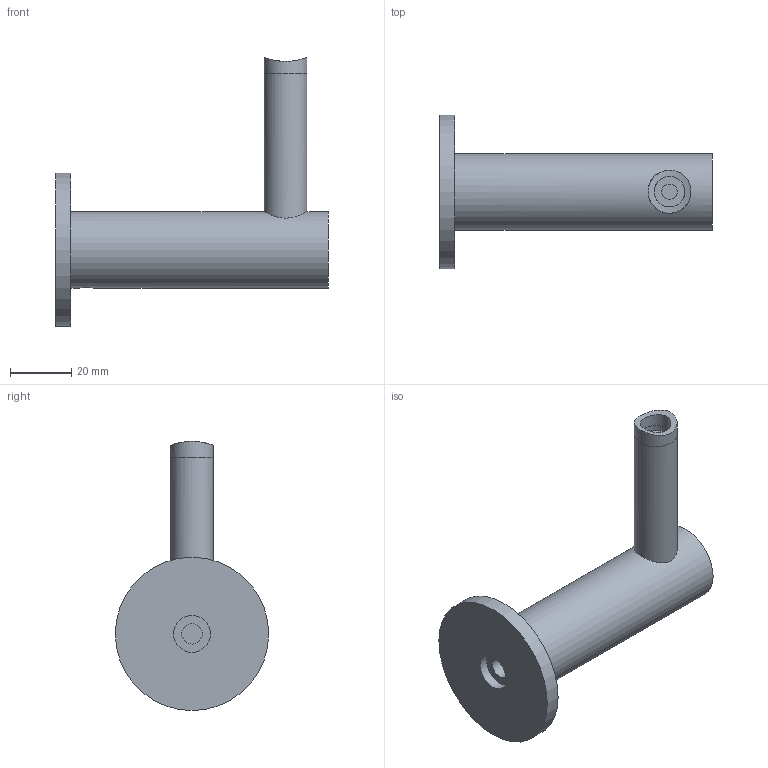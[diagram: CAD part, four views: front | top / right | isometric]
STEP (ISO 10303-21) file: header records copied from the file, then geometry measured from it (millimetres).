
FILE_DESCRIPTION(/* description */ (''),/* implementation_level */ '2;1');
FILE_NAME(/* name */ '1884_Cosch_Edelstahltechnik.stp',/* time_stamp */ '2019-01-10T21:59:13+01:00',/* author */ (''),/* organization */ (''),/* preprocessor_version */ 'ST-DEVELOPER v16',/* originating_system */ 'SIEMENS PLM Software NX 11.0',/* authorisation */ '');
FILE_SCHEMA (('AUTOMOTIVE_DESIGN { 1 0 10303 214 3 1 1 1 }'));
Length unit declared in the file: millimetre
Products named in the file (1): Goge168414734gxn
Bounding box: 89 x 50 x 87.77 mm (x, y, z)
Volume: 57111.1 mm3; surface area: 14534.9 mm2
Topology: 2 solids, 2 shells, 28 faces, 59 edges, 50 vertices
Faces by surface type: plane 17, cylinder 11
Full cylindrical faces by diameter (mm): 5 x2, 6.65 x1, 10 x2, 12 x1, 14 x2, 25 x1, 50 x1
Entity records: 1017 total; most frequent: CARTESIAN_POINT 393, DIRECTION 117, ORIENTED_EDGE 76, EDGE_LOOP 48, AXIS2_PLACEMENT_3D 46, FACE_BOUND 38, EDGE_CURVE 38, VERTEX_POINT 32
